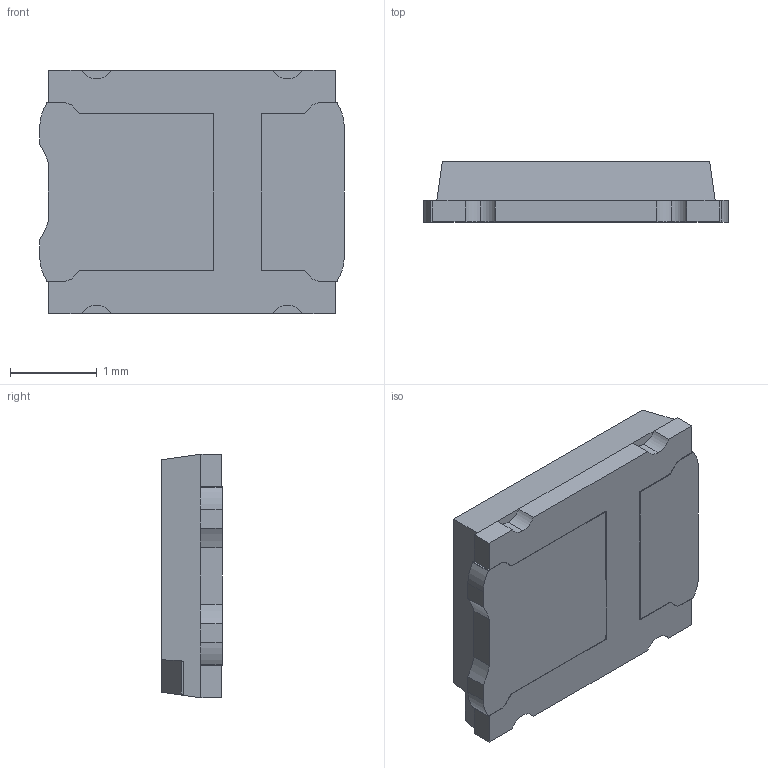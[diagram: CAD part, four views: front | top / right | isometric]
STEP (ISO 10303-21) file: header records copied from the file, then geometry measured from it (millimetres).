
FILE_DESCRIPTION (( 'STEP AP214' ), '1' );
FILE_NAME ('WE_WL-SUTW.STEP', '2024-01-17T20:36:15', ( '' ), ( '' ), 'SwSTEP 2.0', 'SolidWorks 2024', '' );
FILE_SCHEMA (( 'AUTOMOTIVE_DESIGN' ));
Length unit declared in the file: millimetre
Products named in the file (1): WE_WL-SUTW
Bounding box: 3.5 x 0.69 x 2.8 mm (x, y, z)
Volume: 4.8 mm3; surface area: 27.9 mm2
Topology: 1 solids, 1 shells, 79 faces, 216 edges, 140 vertices
Faces by surface type: plane 63, cylinder 12, bspline 4
Entity records: 3374 total; most frequent: CARTESIAN_POINT 488, ORIENTED_EDGE 432, DIRECTION 384, EDGE_CURVE 216, LINE 184, VECTOR 184, VERTEX_POINT 140, AXIS2_PLACEMENT_3D 100
